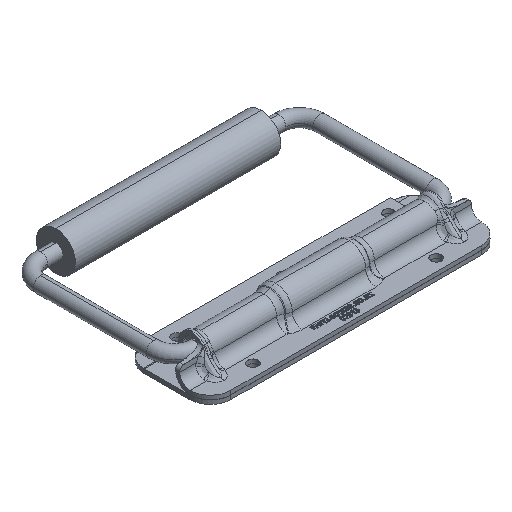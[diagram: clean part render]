
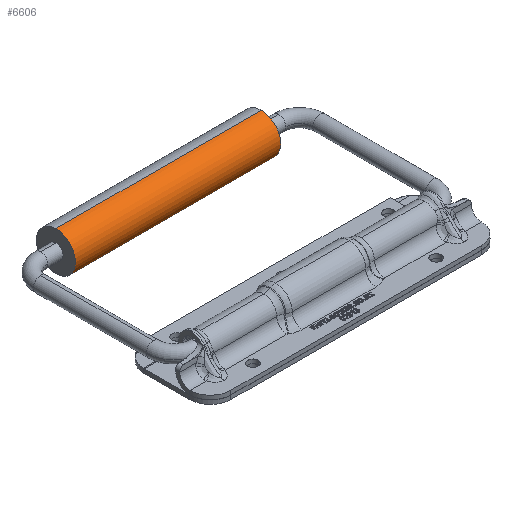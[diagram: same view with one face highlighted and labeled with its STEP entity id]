
A CAD part, isometric view. The second image highlights one B-rep face of the part: STEP entity #6606.
In plain terms, the highlighted cylindrical face has radius 9.5 mm (diameter 19 mm), a partial arc.
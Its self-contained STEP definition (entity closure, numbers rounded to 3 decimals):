
#1344 = DIRECTION ( 'NONE',  ( -1., 0., 0. ) ) ;
#1502 = ORIENTED_EDGE ( 'NONE', *, *, #7121, .T. ) ;
#2467 = VERTEX_POINT ( 'NONE', #8058 ) ;
#3378 = CARTESIAN_POINT ( 'NONE',  ( 50., 29.989, 16.477 ) ) ;
#4088 = CYLINDRICAL_SURFACE ( 'NONE', #10382, 9.5 ) ;
#5022 = DIRECTION ( 'NONE',  ( 0., 0., -1. ) ) ;
#5181 = DIRECTION ( 'NONE',  ( 0., 0., -1. ) ) ;
#5255 = DIRECTION ( 'NONE',  ( 1., 0., 0. ) ) ;
#6606 = ADVANCED_FACE ( 'NONE', ( #9817 ), #4088, .T. ) ;
#6886 = DIRECTION ( 'NONE',  ( -1., 0., 0. ) ) ;
#7121 = EDGE_CURVE ( 'NONE', #22951, #23275, #11327, .T. ) ;
#7172 = CIRCLE ( 'NONE', #11722, 9.5 ) ;
#7195 = VECTOR ( 'NONE', #1344, 1000. ) ;
#8058 = CARTESIAN_POINT ( 'NONE',  ( 50., 29.989, -2.523 ) ) ;
#9334 = CARTESIAN_POINT ( 'NONE',  ( 50., 29.989, -2.523 ) ) ;
#9817 = FACE_OUTER_BOUND ( 'NONE', #20778, .T. ) ;
#10382 = AXIS2_PLACEMENT_3D ( 'NONE', #20153, #6886, #22090 ) ;
#11277 = AXIS2_PLACEMENT_3D ( 'NONE', #20646, #5255, #5181 ) ;
#11327 = LINE ( 'NONE', #21039, #12218 ) ;
#11722 = AXIS2_PLACEMENT_3D ( 'NONE', #16333, #20395, #5022 ) ;
#12218 = VECTOR ( 'NONE', #13405, 1000. ) ;
#13405 = DIRECTION ( 'NONE',  ( -1., 0., 0. ) ) ;
#15114 = CARTESIAN_POINT ( 'NONE',  ( -50., 29.989, -2.523 ) ) ;
#16236 = EDGE_CURVE ( 'NONE', #2467, #24140, #20190, .T. ) ;
#16333 = CARTESIAN_POINT ( 'NONE',  ( 50., 29.989, 6.977 ) ) ;
#16697 = ORIENTED_EDGE ( 'NONE', *, *, #16236, .F. ) ;
#20153 = CARTESIAN_POINT ( 'NONE',  ( 50., 29.989, 6.977 ) ) ;
#20190 = LINE ( 'NONE', #9334, #7195 ) ;
#20227 = ORIENTED_EDGE ( 'NONE', *, *, #24475, .T. ) ;
#20395 = DIRECTION ( 'NONE',  ( 1., 0., 0. ) ) ;
#20646 = CARTESIAN_POINT ( 'NONE',  ( -50., 29.989, 6.977 ) ) ;
#20778 = EDGE_LOOP ( 'NONE', ( #16697, #24526, #1502, #20227 ) ) ;
#21039 = CARTESIAN_POINT ( 'NONE',  ( 50., 29.989, 16.477 ) ) ;
#21870 = CARTESIAN_POINT ( 'NONE',  ( -50., 29.989, 16.477 ) ) ;
#22090 = DIRECTION ( 'NONE',  ( 0., 0., 1. ) ) ;
#22951 = VERTEX_POINT ( 'NONE', #3378 ) ;
#23275 = VERTEX_POINT ( 'NONE', #21870 ) ;
#23472 = CIRCLE ( 'NONE', #11277, 9.5 ) ;
#24140 = VERTEX_POINT ( 'NONE', #15114 ) ;
#24447 = EDGE_CURVE ( 'NONE', #22951, #2467, #7172, .T. ) ;
#24475 = EDGE_CURVE ( 'NONE', #23275, #24140, #23472, .T. ) ;
#24526 = ORIENTED_EDGE ( 'NONE', *, *, #24447, .F. ) ;
